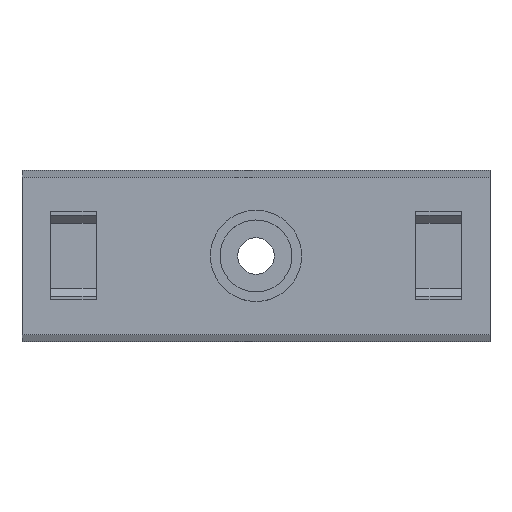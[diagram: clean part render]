
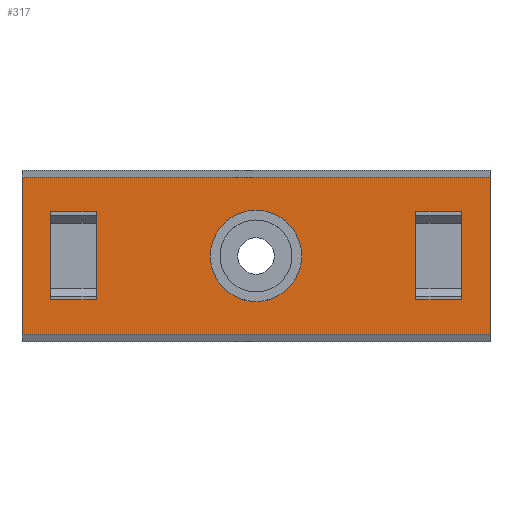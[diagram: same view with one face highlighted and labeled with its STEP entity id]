
A CAD part, top view. The second image highlights one B-rep face of the part: STEP entity #317.
In plain terms, the highlighted planar face has unit normal (0, 0, 1).
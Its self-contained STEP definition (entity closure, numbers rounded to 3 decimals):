
#13=DIRECTION('',(0.,0.,1.));
#39=VERTEX_POINT('',#40);
#40=CARTESIAN_POINT('',(-1.75,6.9,7.5));
#45=ORIENTED_EDGE('',*,*,#46,.T.);
#46=EDGE_CURVE('',#39,#47,#49,.T.);
#47=VERTEX_POINT('',#48);
#48=CARTESIAN_POINT('',(-1.75,-6.9,7.5));
#49=LINE('',#50,#51);
#50=CARTESIAN_POINT('',(-1.75,7.5,7.5));
#51=VECTOR('',#52,1.);
#52=DIRECTION('',(0.,-1.,0.));
#101=DIRECTION('',(1.,0.,0.));
#116=VECTOR('',#117,1.);
#117=DIRECTION('',(-1.,0.,0.));
#138=VECTOR('',#101,1.);
#145=VECTOR('',#146,1.);
#146=DIRECTION('',(0.,1.,0.));
#233=VECTOR('',#234,1.);
#234=DIRECTION('',(0.,1.,0.));
#241=VECTOR('',#242,1.);
#242=DIRECTION('',(1.,0.,0.));
#306=VERTEX_POINT('',#307);
#307=CARTESIAN_POINT('',(39.25,-6.9,7.5));
#311=EDGE_CURVE('',#47,#306,#312,.T.);
#312=LINE('',#48,#138);
#317=ADVANCED_FACE('',(#318,#330,#355,#364),#387,.T.);
#318=FACE_BOUND('',#319,.T.);
#319=EDGE_LOOP('',(#320,#326,#45,#329));
#320=ORIENTED_EDGE('',*,*,#321,.T.);
#321=EDGE_CURVE('',#306,#322,#324,.T.);
#322=VERTEX_POINT('',#323);
#323=CARTESIAN_POINT('',(39.25,6.9,7.5));
#324=LINE('',#325,#145);
#325=CARTESIAN_POINT('',(39.25,-7.5,7.5));
#326=ORIENTED_EDGE('',*,*,#327,.T.);
#327=EDGE_CURVE('',#322,#39,#328,.T.);
#328=LINE('',#323,#116);
#329=ORIENTED_EDGE('',*,*,#311,.T.);
#330=FACE_BOUND('',#331,.T.);
#331=EDGE_LOOP('',(#332,#339,#345,#350));
#332=ORIENTED_EDGE('',*,*,#333,.F.);
#333=EDGE_CURVE('',#334,#336,#338,.T.);
#334=VERTEX_POINT('',#335);
#335=CARTESIAN_POINT('',(0.75,-3.15,7.5));
#336=VERTEX_POINT('',#337);
#337=CARTESIAN_POINT('',(4.75,-3.15,7.5));
#338=LINE('',#335,#241);
#339=ORIENTED_EDGE('',*,*,#340,.T.);
#340=EDGE_CURVE('',#334,#341,#343,.T.);
#341=VERTEX_POINT('',#342);
#342=CARTESIAN_POINT('',(0.75,3.15,7.5));
#343=LINE('',#344,#233);
#344=CARTESIAN_POINT('',(0.75,0.,7.5));
#345=ORIENTED_EDGE('',*,*,#346,.T.);
#346=EDGE_CURVE('',#341,#347,#349,.T.);
#347=VERTEX_POINT('',#348);
#348=CARTESIAN_POINT('',(4.75,3.15,7.5));
#349=LINE('',#342,#241);
#350=ORIENTED_EDGE('',*,*,#351,.F.);
#351=EDGE_CURVE('',#336,#347,#352,.T.);
#352=LINE('',#337,#353);
#353=VECTOR('',#354,1.);
#354=DIRECTION('',(0.,1.,0.));
#355=FACE_BOUND('',#356,.T.);
#356=EDGE_LOOP('',(#357));
#357=ORIENTED_EDGE('',*,*,#358,.F.);
#358=EDGE_CURVE('',#359,#359,#361,.T.);
#359=VERTEX_POINT('',#360);
#360=CARTESIAN_POINT('',(22.75,0.,7.5));
#361=CIRCLE('',#362,4.);
#362=AXIS2_PLACEMENT_3D('',#363,#13,#101);
#363=CARTESIAN_POINT('',(18.75,0.,7.5));
#364=FACE_BOUND('',#365,.T.);
#365=EDGE_LOOP('',(#366,#373,#379,#384));
#366=ORIENTED_EDGE('',*,*,#367,.F.);
#367=EDGE_CURVE('',#368,#370,#372,.T.);
#368=VERTEX_POINT('',#369);
#369=CARTESIAN_POINT('',(32.75,-3.15,7.5));
#370=VERTEX_POINT('',#371);
#371=CARTESIAN_POINT('',(36.75,-3.15,7.5));
#372=LINE('',#369,#241);
#373=ORIENTED_EDGE('',*,*,#374,.T.);
#374=EDGE_CURVE('',#368,#375,#377,.T.);
#375=VERTEX_POINT('',#376);
#376=CARTESIAN_POINT('',(32.75,3.15,7.5));
#377=LINE('',#378,#233);
#378=CARTESIAN_POINT('',(32.75,0.,7.5));
#379=ORIENTED_EDGE('',*,*,#380,.T.);
#380=EDGE_CURVE('',#375,#381,#383,.T.);
#381=VERTEX_POINT('',#382);
#382=CARTESIAN_POINT('',(36.75,3.15,7.5));
#383=LINE('',#376,#241);
#384=ORIENTED_EDGE('',*,*,#385,.F.);
#385=EDGE_CURVE('',#370,#381,#386,.T.);
#386=LINE('',#371,#353);
#387=PLANE('',#362);
